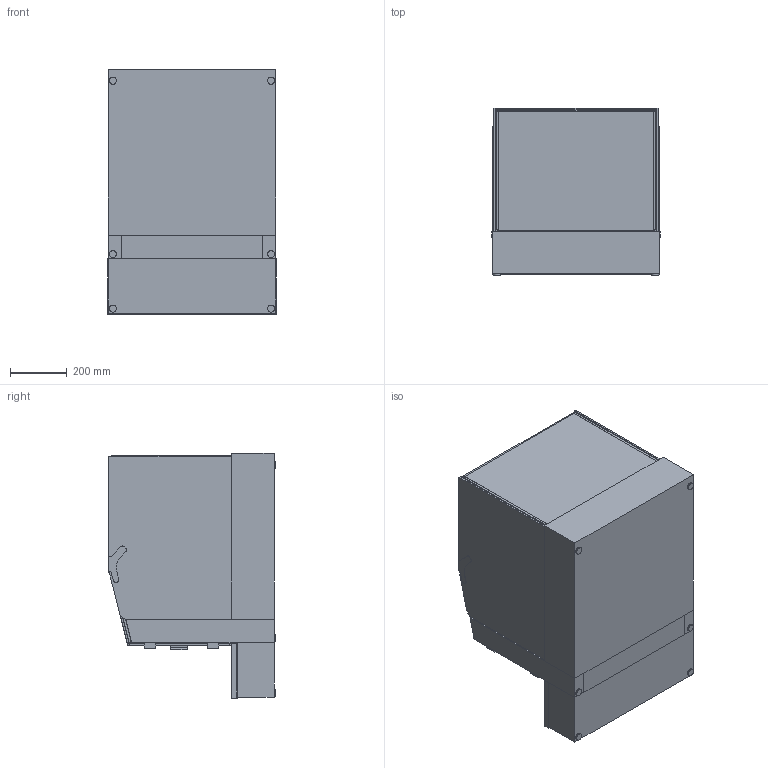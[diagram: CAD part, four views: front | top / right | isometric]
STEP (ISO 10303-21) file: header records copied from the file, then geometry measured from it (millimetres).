
FILE_DESCRIPTION (( 'STEP AP214' ), '1' );
FILE_NAME ('EU535101_Baisc A-59-59.STEP', '2022-05-24T12:46:25', ( '' ), ( '' ), 'SwSTEP 2.0', 'SolidWorks 2017', '' );
FILE_SCHEMA (( 'AUTOMOTIVE_DESIGN' ));
Length unit declared in the file: millimetre
Products named in the file (1): EU535101_Baisc A-59-59
Bounding box: 594 x 589.7 x 865.3 mm (x, y, z)
Volume: 82840554.1 mm3; surface area: 6743647.8 mm2
Topology: 34 solids, 34 shells, 341 faces, 802 edges, 534 vertices
Faces by surface type: plane 291, cylinder 50
Full cylindrical faces by diameter (mm): 25 x6
Entity records: 10621 total; most frequent: CARTESIAN_POINT 1684, ORIENTED_EDGE 1592, DIRECTION 1576, EDGE_CURVE 796, LINE 692, VECTOR 692, VERTEX_POINT 534, AXIS2_PLACEMENT_3D 442
